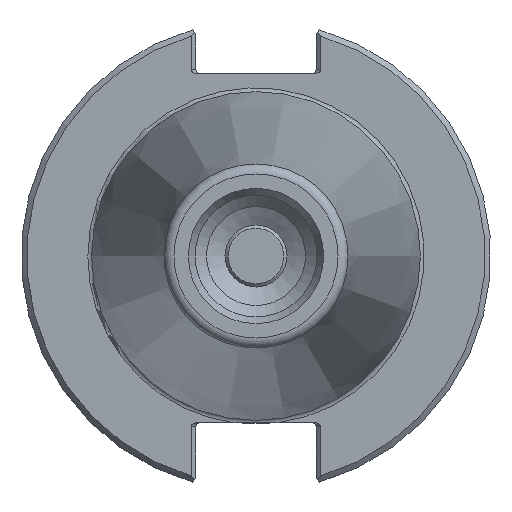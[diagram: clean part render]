
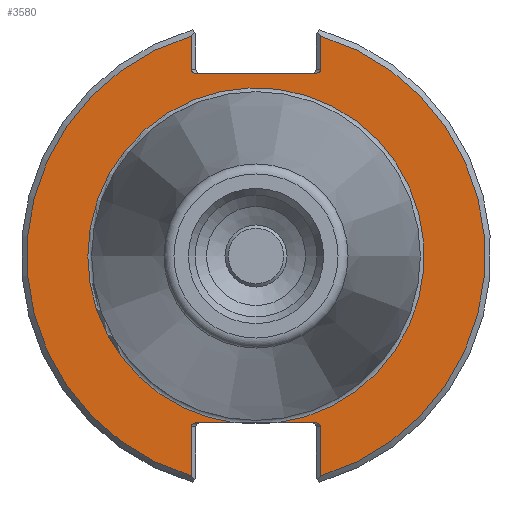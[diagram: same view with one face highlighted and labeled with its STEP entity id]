
A CAD part, left-side view. The second image highlights one B-rep face of the part: STEP entity #3580.
In plain terms, the highlighted planar face has unit normal (-1, 0, 0).
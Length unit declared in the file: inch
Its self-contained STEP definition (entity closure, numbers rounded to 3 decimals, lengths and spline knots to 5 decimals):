
#2638=CARTESIAN_POINT('',(0.125,0.345,0.992));
#2639=VERTEX_POINT('',#2638);
#2646=CARTESIAN_POINT('',(0.125,0.31672,0.972));
#2647=VERTEX_POINT('',#2646);
#2648=CARTESIAN_POINT('',(0.125,0.31672,0.992));
#2649=DIRECTION('',(-1.0,0.0,0.0));
#2650=DIRECTION('',(0.0,1.0,0.0));
#2651=AXIS2_PLACEMENT_3D('',#2648,#2649,#2650);
#2652=ELLIPSE('',#2651,0.02828,0.02);
#2653=EDGE_CURVE('',#2639,#2647,#2652,.T.);
#2738=CARTESIAN_POINT('',(0.125,0.345,1.1702));
#2739=VERTEX_POINT('',#2738);
#2746=CARTESIAN_POINT('',(0.125,0.345,1.1702));
#2747=DIRECTION('',(0.0,0.0,-1.0));
#2748=VECTOR('',#2747,0.1782);
#2749=LINE('',#2746,#2748);
#2750=EDGE_CURVE('',#2739,#2639,#2749,.T.);
#2850=CARTESIAN_POINT('',(0.125,-0.31672,0.972));
#2851=VERTEX_POINT('',#2850);
#2858=CARTESIAN_POINT('',(0.125,-0.345,0.992));
#2859=VERTEX_POINT('',#2858);
#2860=CARTESIAN_POINT('',(0.125,-0.31672,0.992));
#2861=DIRECTION('',(-1.0,0.0,0.0));
#2862=DIRECTION('',(0.0,-1.0,0.0));
#2863=AXIS2_PLACEMENT_3D('',#2860,#2861,#2862);
#2864=ELLIPSE('',#2863,0.02828,0.02);
#2865=EDGE_CURVE('',#2851,#2859,#2864,.T.);
#2915=CARTESIAN_POINT('',(0.125,-0.345,1.1702));
#2916=VERTEX_POINT('',#2915);
#2917=CARTESIAN_POINT('',(0.125,-0.345,0.992));
#2918=DIRECTION('',(0.0,0.0,1.0));
#2919=VECTOR('',#2918,0.1782);
#2920=LINE('',#2917,#2919);
#2921=EDGE_CURVE('',#2859,#2916,#2920,.T.);
#2939=CARTESIAN_POINT('',(0.125,-0.345,-0.908));
#2940=VERTEX_POINT('',#2939);
#2941=CARTESIAN_POINT('',(0.125,-0.31672,-0.888));
#2942=VERTEX_POINT('',#2941);
#2943=CARTESIAN_POINT('',(0.125,-0.31672,-0.908));
#2944=DIRECTION('',(-1.0,0.0,0.0));
#2945=DIRECTION('',(0.0,-1.0,0.0));
#2946=AXIS2_PLACEMENT_3D('',#2943,#2944,#2945);
#2947=ELLIPSE('',#2946,0.02828,0.02);
#2948=EDGE_CURVE('',#2940,#2942,#2947,.T.);
#3046=CARTESIAN_POINT('',(0.125,-0.345,-1.1702));
#3047=VERTEX_POINT('',#3046);
#3054=CARTESIAN_POINT('',(0.125,-0.345,-1.1702));
#3055=DIRECTION('',(0.0,0.0,1.0));
#3056=VECTOR('',#3055,0.2622);
#3057=LINE('',#3054,#3056);
#3058=EDGE_CURVE('',#3047,#2940,#3057,.T.);
#3158=CARTESIAN_POINT('',(0.125,0.31672,-0.888));
#3159=VERTEX_POINT('',#3158);
#3166=CARTESIAN_POINT('',(0.125,0.345,-0.908));
#3167=VERTEX_POINT('',#3166);
#3168=CARTESIAN_POINT('',(0.125,0.31672,-0.908));
#3169=DIRECTION('',(-1.0,0.0,0.0));
#3170=DIRECTION('',(0.0,1.0,0.0));
#3171=AXIS2_PLACEMENT_3D('',#3168,#3169,#3170);
#3172=ELLIPSE('',#3171,0.02828,0.02);
#3173=EDGE_CURVE('',#3159,#3167,#3172,.T.);
#3223=CARTESIAN_POINT('',(0.125,0.345,-1.1702));
#3224=VERTEX_POINT('',#3223);
#3225=CARTESIAN_POINT('',(0.125,0.345,-0.908));
#3226=DIRECTION('',(0.0,0.0,-1.0));
#3227=VECTOR('',#3226,0.2622);
#3228=LINE('',#3225,#3227);
#3229=EDGE_CURVE('',#3167,#3224,#3228,.T.);
#3296=CARTESIAN_POINT('',(0.125,0.31672,0.972));
#3297=DIRECTION('',(0.0,-1.0,0.0));
#3298=VECTOR('',#3297,0.63343);
#3299=LINE('',#3296,#3298);
#3300=EDGE_CURVE('',#2647,#2851,#3299,.T.);
#3498=CARTESIAN_POINT('',(0.125,-0.11172,-0.888));
#3499=VERTEX_POINT('',#3498);
#3500=CARTESIAN_POINT('',(0.125,0.11172,-0.888));
#3501=VERTEX_POINT('',#3500);
#3516=CARTESIAN_POINT('',(0.125,0.,0.0));
#3517=DIRECTION('',(-1.0,0.0,0.0));
#3518=DIRECTION('',(0.0,-1.0,0.0));
#3519=AXIS2_PLACEMENT_3D('',#3516,#3517,#3518);
#3520=CIRCLE('',#3519,0.895);
#3521=EDGE_CURVE('',#3499,#3501,#3520,.T.);
#3537=CARTESIAN_POINT('',(0.125,1.0625,0.0));
#3538=DIRECTION('',(-1.0,0.0,0.0));
#3539=DIRECTION('',(0.0,0.0,1.0));
#3540=AXIS2_PLACEMENT_3D('',#3537,#3538,#3539);
#3541=PLANE('',#3540);
#3542=ORIENTED_EDGE('',*,*,#3521,.F.);
#3543=CARTESIAN_POINT('',(0.125,-0.31672,-0.888));
#3544=DIRECTION('',(0.0,1.0,0.0));
#3545=VECTOR('',#3544,0.205);
#3546=LINE('',#3543,#3545);
#3547=EDGE_CURVE('',#2942,#3499,#3546,.T.);
#3548=ORIENTED_EDGE('',*,*,#3547,.F.);
#3549=ORIENTED_EDGE('',*,*,#2948,.F.);
#3550=ORIENTED_EDGE('',*,*,#3058,.F.);
#3551=CARTESIAN_POINT('',(0.125,0.,0.0));
#3552=DIRECTION('',(1.0,0.0,0.0));
#3553=DIRECTION('',(0.0,-1.0,0.0));
#3554=AXIS2_PLACEMENT_3D('',#3551,#3552,#3553);
#3555=CIRCLE('',#3554,1.22);
#3556=EDGE_CURVE('',#2916,#3047,#3555,.T.);
#3557=ORIENTED_EDGE('',*,*,#3556,.F.);
#3558=ORIENTED_EDGE('',*,*,#2921,.F.);
#3559=ORIENTED_EDGE('',*,*,#2865,.F.);
#3560=ORIENTED_EDGE('',*,*,#3300,.F.);
#3561=ORIENTED_EDGE('',*,*,#2653,.F.);
#3562=ORIENTED_EDGE('',*,*,#2750,.F.);
#3563=CARTESIAN_POINT('',(0.125,0.,0.0));
#3564=DIRECTION('',(1.0,0.0,0.0));
#3565=DIRECTION('',(0.0,1.0,0.0));
#3566=AXIS2_PLACEMENT_3D('',#3563,#3564,#3565);
#3567=CIRCLE('',#3566,1.22);
#3568=EDGE_CURVE('',#3224,#2739,#3567,.T.);
#3569=ORIENTED_EDGE('',*,*,#3568,.F.);
#3570=ORIENTED_EDGE('',*,*,#3229,.F.);
#3571=ORIENTED_EDGE('',*,*,#3173,.F.);
#3572=CARTESIAN_POINT('',(0.125,0.11172,-0.888));
#3573=DIRECTION('',(0.0,1.0,0.0));
#3574=VECTOR('',#3573,0.205);
#3575=LINE('',#3572,#3574);
#3576=EDGE_CURVE('',#3501,#3159,#3575,.T.);
#3577=ORIENTED_EDGE('',*,*,#3576,.F.);
#3578=EDGE_LOOP('',(#3542,#3548,#3549,#3550,#3557,#3558,#3559,#3560,#3561,#3562,#3569,#3570,#3571,#3577));
#3579=FACE_OUTER_BOUND('',#3578,.T.);
#3580=ADVANCED_FACE('',(#3579),#3541,.T.);
